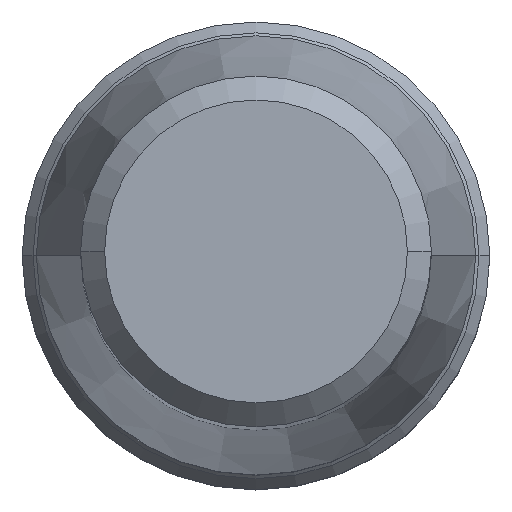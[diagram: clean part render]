
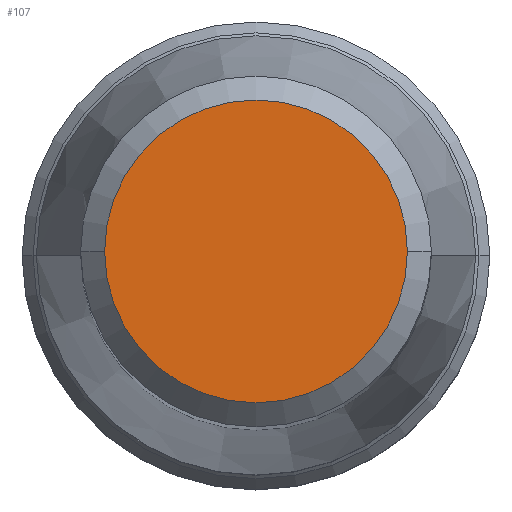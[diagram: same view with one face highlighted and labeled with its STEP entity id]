
A CAD part, top view. The second image highlights one B-rep face of the part: STEP entity #107.
In plain terms, the highlighted planar face has unit normal (0, 0, 1).
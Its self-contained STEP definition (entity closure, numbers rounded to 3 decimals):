
#64=PLANE('',#1028);
#107=ADVANCED_FACE('',(#191),#64,.F.);
#191=FACE_OUTER_BOUND('',#247,.T.);
#247=EDGE_LOOP('',(#415,#416));
#415=ORIENTED_EDGE('',*,*,#617,.F.);
#416=ORIENTED_EDGE('',*,*,#619,.F.);
#524=VERTEX_POINT('',#1574);
#525=VERTEX_POINT('',#1576);
#617=EDGE_CURVE('',#524,#525,#695,.T.);
#619=EDGE_CURVE('',#525,#524,#696,.T.);
#695=CIRCLE('',#1024,8.225);
#696=CIRCLE('',#1026,8.225);
#1024=AXIS2_PLACEMENT_3D('',#1575,#1288,#1289);
#1026=AXIS2_PLACEMENT_3D('',#1579,#1293,#1294);
#1028=AXIS2_PLACEMENT_3D('',#1581,#1297,#1298);
#1288=DIRECTION('',(0.,0.,-1.));
#1289=DIRECTION('',(1.,0.,0.));
#1293=DIRECTION('',(0.,0.,-1.));
#1294=DIRECTION('',(-1.,0.,0.));
#1297=DIRECTION('',(0.,0.,-1.));
#1298=DIRECTION('',(1.,0.,0.));
#1574=CARTESIAN_POINT('',(8.225,0.,0.));
#1575=CARTESIAN_POINT('',(0.,0.,0.));
#1576=CARTESIAN_POINT('',(-8.225,0.,0.));
#1579=CARTESIAN_POINT('',(0.,0.,0.));
#1581=CARTESIAN_POINT('',(0.,0.,0.));
